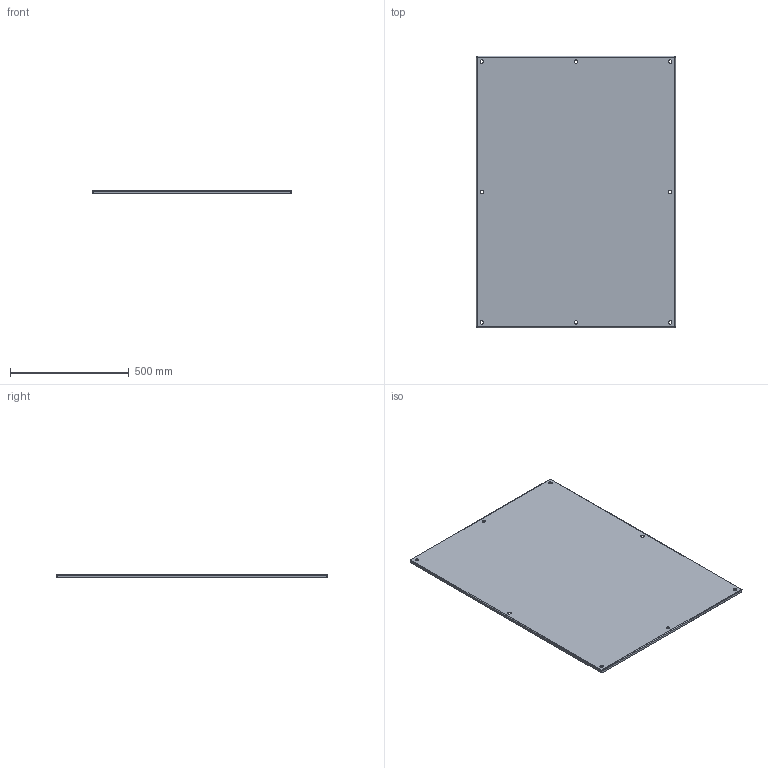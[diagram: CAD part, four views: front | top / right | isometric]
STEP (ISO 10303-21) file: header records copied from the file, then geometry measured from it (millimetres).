
FILE_DESCRIPTION(/* description */ (''),/* implementation_level */ '2;1');
FILE_NAME(/* name */ 'HW-WM4836A.stp',/* time_stamp */ '2014-03-05T12:19:27-06:00',/* author */ ('jtigges'),/* organization */ (''),/* preprocessor_version */ 'ST-DEVELOPER v15.2',/* originating_system */ 'Autodesk Inventor 2014',/* authorisation */ '');
FILE_SCHEMA (('AUTOMOTIVE_DESIGN { 1 0 10303 214 3 1 1 }'));
Length unit declared in the file: inch
Products named in the file (1): BP4836AL_STP
Bounding box: 838.2 x 1143 x 12.7 mm (x, y, z)
Volume: 3148562.4 mm3; surface area: 1997039.3 mm2
Topology: 1 solids, 1 shells, 31 faces, 83 edges, 54 vertices
Faces by surface type: cylinder 16, plane 11, sphere 4
Full cylindrical faces by diameter (mm): 14.287 x8
Entity records: 904 total; most frequent: DIRECTION 160, CARTESIAN_POINT 140, ORIENTED_EDGE 128, EDGE_CURVE 64, AXIS2_PLACEMENT_3D 64, EDGE_LOOP 56, VERTEX_POINT 44, LINE 32
